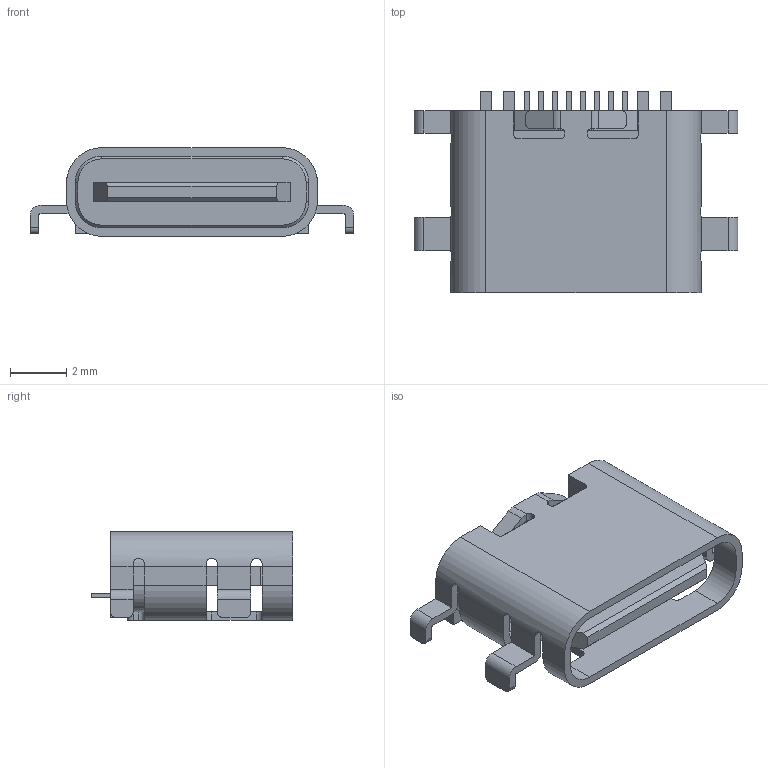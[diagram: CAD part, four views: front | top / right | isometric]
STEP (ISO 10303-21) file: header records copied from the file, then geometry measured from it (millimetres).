
FILE_DESCRIPTION(('FreeCAD Model'),'2;1');
FILE_NAME('Open CASCADE Shape Model','2022-07-26T15:00:19',('Author'),( ''),'Open CASCADE STEP processor 7.5','FreeCAD','Unknown');
FILE_SCHEMA(('AUTOMOTIVE_DESIGN { 1 0 10303 214 1 1 1 1 }'));
Length unit declared in the file: millimetre
Products named in the file (5): USB1; USB-C-SMD_TYPEC-302-BRP16SC08; =>[0:1:1:5]002; =>[0:1:1:5]; =>[0:1:1:5]001
Assembly tree (4 placements, depth 4):
  USB1
    USB-C-SMD_TYPEC-302-BRP16SC08
      =>[0:1:1:5]002
        =>[0:1:1:5]
        =>[0:1:1:5]001
Bounding box: 11.54 x 7.2 x 3.16 mm (x, y, z)
Volume: 101.6 mm3; surface area: 433.1 mm2
Topology: 2 solids, 2 shells, 297 faces, 826 edges, 548 vertices
Faces by surface type: plane 207, cylinder 72, bspline 14, cone 4
Entity records: 22733 total; most frequent: CARTESIAN_POINT 6356, DIRECTION 2963, LINE 2018, VECTOR 2018, ORIENTED_EDGE 1652, PCURVE 1652, DEFINITIONAL_REPRESENTATION 1652, EDGE_CURVE 826
